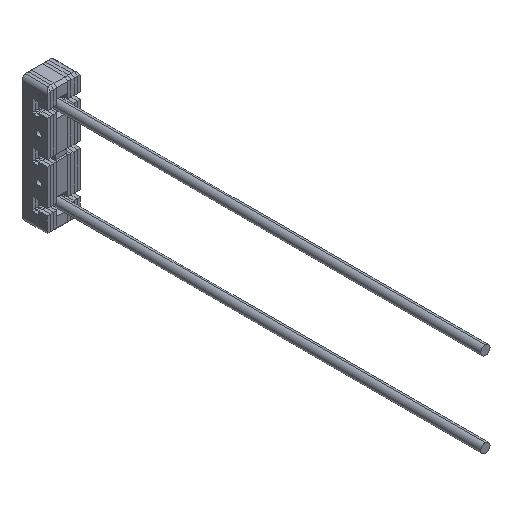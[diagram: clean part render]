
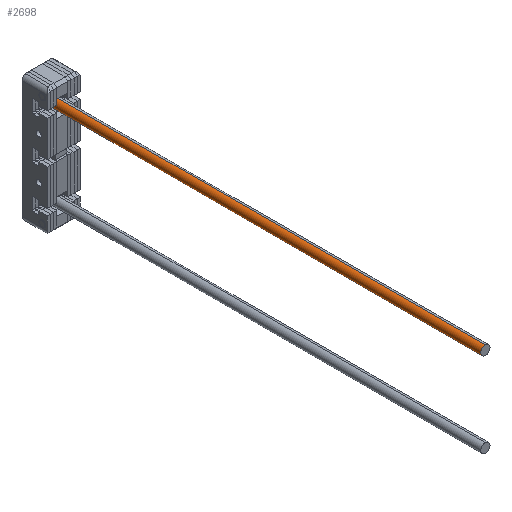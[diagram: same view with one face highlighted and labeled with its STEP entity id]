
A CAD part, isometric view. The second image highlights one B-rep face of the part: STEP entity #2698.
In plain terms, the highlighted cylindrical face has radius 2.145 mm (diameter 4.29 mm), a partial arc.
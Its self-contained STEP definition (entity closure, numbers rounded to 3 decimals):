
#15 = CARTESIAN_POINT ( 'NONE',  ( 0., -207., 0. ) ) ;
#29 = VERTEX_POINT ( 'NONE', #2560 ) ;
#116 = VERTEX_POINT ( 'NONE', #392 ) ;
#131 = DIRECTION ( 'NONE',  ( 0., 1., 0. ) ) ;
#139 = CARTESIAN_POINT ( 'NONE',  ( 0., -3., -2.145 ) ) ;
#246 = DIRECTION ( 'NONE',  ( 0., 1., 0. ) ) ;
#264 = ORIENTED_EDGE ( 'NONE', *, *, #2991, .F. ) ;
#392 = CARTESIAN_POINT ( 'NONE',  ( 0., -207., 2.145 ) ) ;
#577 = FACE_OUTER_BOUND ( 'NONE', #6149, .T. ) ;
#690 = DIRECTION ( 'NONE',  ( 0., 0., 1. ) ) ;
#707 = AXIS2_PLACEMENT_3D ( 'NONE', #5487, #4965, #5564 ) ;
#1173 = ORIENTED_EDGE ( 'NONE', *, *, #2753, .T. ) ;
#1183 = DIRECTION ( 'NONE',  ( 0., 1., 0. ) ) ;
#1228 = ORIENTED_EDGE ( 'NONE', *, *, #5729, .F. ) ;
#1411 = DIRECTION ( 'NONE',  ( 0., -1., 0. ) ) ;
#1704 = CARTESIAN_POINT ( 'NONE',  ( 0., -207., -2.145 ) ) ;
#1746 = AXIS2_PLACEMENT_3D ( 'NONE', #4395, #1411, #2014 ) ;
#1967 = AXIS2_PLACEMENT_3D ( 'NONE', #15, #131, #690 ) ;
#2014 = DIRECTION ( 'NONE',  ( 0., 0., -1. ) ) ;
#2309 = VERTEX_POINT ( 'NONE', #139 ) ;
#2327 = ORIENTED_EDGE ( 'NONE', *, *, #4537, .T. ) ;
#2560 = CARTESIAN_POINT ( 'NONE',  ( 0., -207., -2.145 ) ) ;
#2698 = ADVANCED_FACE ( 'NONE', ( #577 ), #6167, .T. ) ;
#2753 = EDGE_CURVE ( 'NONE', #3443, #2309, #7553, .T. ) ;
#2991 = EDGE_CURVE ( 'NONE', #29, #2309, #4204, .T. ) ;
#3443 = VERTEX_POINT ( 'NONE', #7215 ) ;
#4204 = LINE ( 'NONE', #1704, #4881 ) ;
#4395 = CARTESIAN_POINT ( 'NONE',  ( 0., -207., 0. ) ) ;
#4537 = EDGE_CURVE ( 'NONE', #116, #3443, #7428, .T. ) ;
#4881 = VECTOR ( 'NONE', #1183, 1000. ) ;
#4965 = DIRECTION ( 'NONE',  ( 0., -1., 0. ) ) ;
#5487 = CARTESIAN_POINT ( 'NONE',  ( 0., -3., 0. ) ) ;
#5564 = DIRECTION ( 'NONE',  ( 0., 0., -1. ) ) ;
#5637 = CARTESIAN_POINT ( 'NONE',  ( 0., -207., 2.145 ) ) ;
#5729 = EDGE_CURVE ( 'NONE', #116, #29, #6448, .T. ) ;
#6045 = VECTOR ( 'NONE', #246, 1000. ) ;
#6149 = EDGE_LOOP ( 'NONE', ( #264, #1228, #2327, #1173 ) ) ;
#6167 = CYLINDRICAL_SURFACE ( 'NONE', #1967, 2.145 ) ;
#6448 = CIRCLE ( 'NONE', #1746, 2.145 ) ;
#7215 = CARTESIAN_POINT ( 'NONE',  ( 0., -3., 2.145 ) ) ;
#7428 = LINE ( 'NONE', #5637, #6045 ) ;
#7553 = CIRCLE ( 'NONE', #707, 2.145 ) ;
